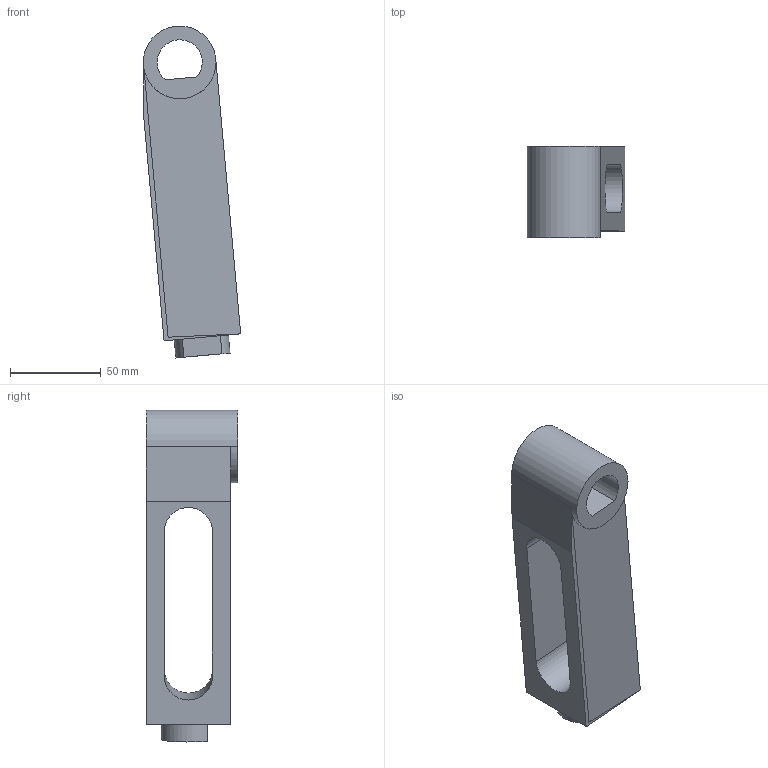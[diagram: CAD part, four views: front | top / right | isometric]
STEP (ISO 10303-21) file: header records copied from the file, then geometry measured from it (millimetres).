
FILE_DESCRIPTION((''),'2;1');
FILE_NAME('SHOULDER_LENGTH','2020-12-31T13:20:21',('TINH LE'),(''),'CREO PARAMETRIC BY PTC INC, 2020154','CREO PARAMETRIC BY PTC INC, 2020154','');
FILE_SCHEMA(('CONFIG_CONTROL_DESIGN'));
Length unit declared in the file: millimetre
Products named in the file (1): SHOULDER_LENGTH
Bounding box: 53.53 x 50.52 x 182.66 mm (x, y, z)
Volume: 202683.1 mm3; surface area: 42387.1 mm2
Topology: 1 solids, 1 shells, 21 faces, 52 edges, 34 vertices
Faces by surface type: plane 15, cylinder 6
Entity records: 670 total; most frequent: DIRECTION 108, CARTESIAN_POINT 107, ORIENTED_EDGE 104, EDGE_CURVE 52, VECTOR 38, LINE 38, AXIS2_PLACEMENT_3D 35, VERTEX_POINT 34
